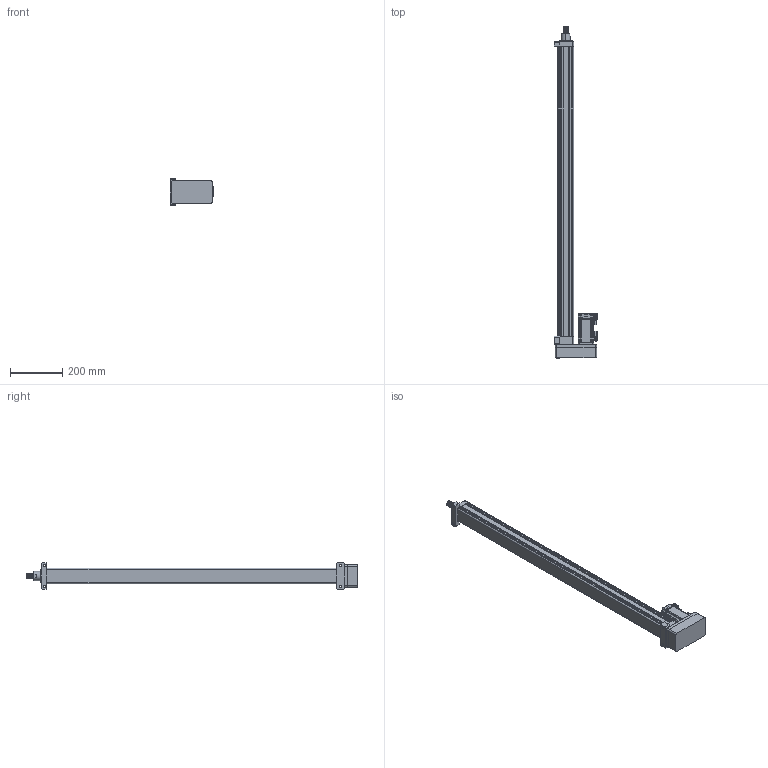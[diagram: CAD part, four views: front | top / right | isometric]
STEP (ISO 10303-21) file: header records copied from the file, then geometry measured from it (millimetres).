
FILE_DESCRIPTION (( 'STEP AP203' ), '1' );
FILE_NAME ('240508-HY-60缸折叠1000行程卧式装配体.STEP', '2024-05-08T06:18:29', ( '微软用户' ), ( '微软中国' ), 'SwSTEP 2.0', 'SolidWorks 2016', '' );
FILE_SCHEMA (( 'CONFIG_CONTROL_DESIGN' ));
Length unit declared in the file: millimetre
Products named in the file (33): _1-SO-981200001_1_1_1; MS1H1-40B30CB-A334Z_ASM_1-35997_ASM; _1-SO-16020001_1_1_1; _1-SO-60001_1_1_1; 30_1_1_1_1; _1-SO-229040001_1_1_1; _60-1-SO0001_1_1_1_1; MS1H1-40B30CB-A334Z-S_ASM_1_ASM; 31090524--MS1H1-400001_1_1_1; _1-SO-195320001_1_1_1; _1-SO-750450001_1_1_1; 31740004--1-SOLI00_1_1_1_1; 10_1_1_1; MS1H1-40B30CB-(x)334Z; 22060240_2_1_1_1; _1-SO-579730001_1_1_1; 22010150--1-SOLI00_1_1_1_1; _1-SO-585340001_1_1_1; MS1H1-40B30CB-A334Z_1_ASM_1_ASM_ASM; 21E8-005-1072-P4_1_1_1_1; _1-SO-576180001_1_1_1; 240508-HY-60缸折叠1000行程卧式装配体; 31090647--1-SOL000_1_1_1; _1-SO-126980001_1_1_1; 31100246--1-SOLI00_1_1_1_1; 60缸行程1000卧式安装折叠; 31900522--1-SOL000_1_1_1_1; 21E8-005-1073-P4_1_1_1_1; _1-SO-403590001_1_1_1; _1-SO-476400001_1_1_1; MS1H1-40B30CB-A334Z_ASM_1-36033_ASM; _1-SO-85180001_1_1_1; _1-SO-391790001_1_1_1
Assembly tree (33 placements, depth 7):
  240508-HY-60缸折叠1000行程卧式装配体
    60缸行程1000卧式安装折叠
    MS1H1-40B30CB-(x)334Z
      MS1H1-40B30CB-A334Z-S_ASM_1_ASM
        MS1H1-40B30CB-A334Z_ASM_1-36033_ASM
          MS1H1-40B30CB-A334Z_ASM_1-35997_ASM
            MS1H1-40B30CB-A334Z_1_ASM_1_ASM_ASM
              _1-SO-60001_1_1_1
              _1-SO-16020001_1_1_1
              _1-SO-85180001_1_1_1
              31090524--MS1H1-400001_1_1_1
              _1-SO-126980001_1_1_1
              _1-SO-195320001_1_1_1
              31090647--1-SOL000_1_1_1
              _1-SO-229040001_1_1_1
              31100246--1-SOLI00_1_1_1_1
              _1-SO-391790001_1_1_1
              _1-SO-403590001_1_1_1
              22010150--1-SOLI00_1_1_1_1
              30_1_1_1_1
              _1-SO-476400001_1_1_1
              31900522--1-SOL000_1_1_1_1
              31740004--1-SOLI00_1_1_1_1
              _1-SO-576180001_1_1_1
              _1-SO-579730001_1_1_1
              _1-SO-585340001_1_1_1
              10_1_1_1
              _1-SO-750450001_1_1_1
              _60-1-SO0001_1_1_1_1
              _1-SO-981200001_1_1_1
        21E8-005-1072-P4_1_1_1_1
        21E8-005-1073-P4_1_1_1_1
        22060240_2_1_1_1  x2
Bounding box: 165.1 x 1268 x 100 mm (x, y, z)
Volume: 2994937.5 mm3; surface area: 746351.4 mm2
Topology: 26 solids, 31 shells, 2035 faces, 5478 edges, 3582 vertices
Faces by surface type: plane 1232, cylinder 618, bspline 144, cone 41
Entity records: 74777 total; most frequent: CARTESIAN_POINT 21318, ORIENTED_EDGE 10822, DIRECTION 9894, EDGE_CURVE 5415, VECTOR 3576, LINE 3576, VERTEX_POINT 3542, AXIS2_PLACEMENT_3D 3159
